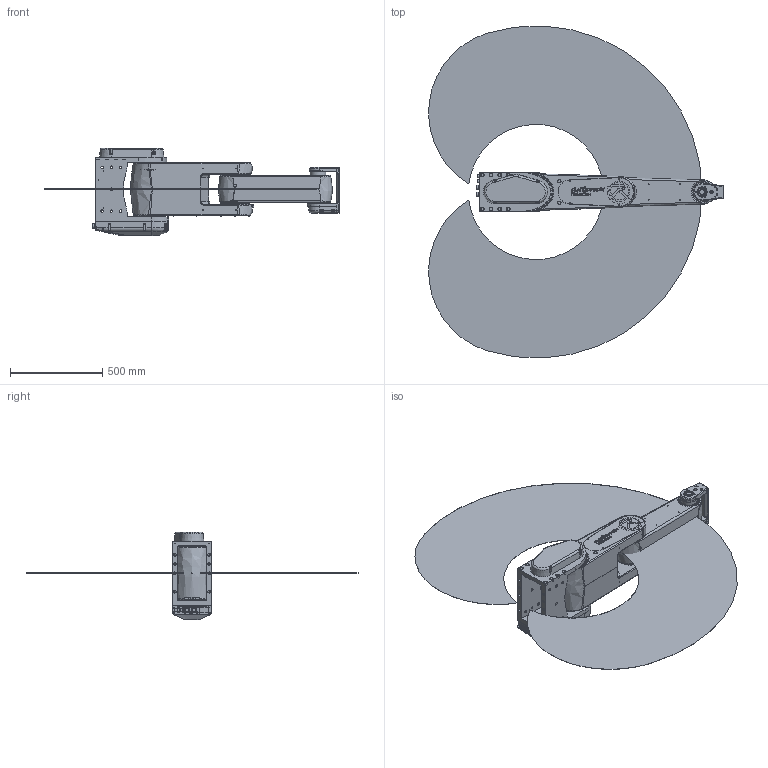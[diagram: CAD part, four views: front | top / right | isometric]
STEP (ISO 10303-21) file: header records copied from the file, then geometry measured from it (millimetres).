
FILE_DESCRIPTION(/* description */ ('Norm.iam Teamplte'),/* implementation_level */ '2;1');
FILE_NAME(/* name */ '3D-model_AT_00017.stp',/* time_stamp */ '2023-03-24T13:57:44+01:00',/* author */ ('guillaume.haas'),/* organization */ (''),/* preprocessor_version */ 'ST-DEVELOPER v16.5',/* originating_system */ 'Autodesk Inventor 2017',/* authorisation */ '');
FILE_SCHEMA (('AUTOMOTIVE_DESIGN { 1 0 10303 214 3 1 1 }'));
Products named in the file (6): AT_00017_DUMMY articc3-1015-15kg; MT_WST00107940 Dummy Grundgestell; MT_WST00107947 Dummy Schwinge; MT_WST00107948 Dummy Arm; MT_WST00107949 Dummy Hand; MT_WST00113282 Arbeitsbereich
Assembly tree (5 placements, depth 2):
  AT_00017_DUMMY articc3-1015-15kg
    MT_WST00107940 Dummy Grundgestell
    MT_WST00107947 Dummy Schwinge
    MT_WST00107948 Dummy Arm
    MT_WST00107949 Dummy Hand
    MT_WST00113282 Arbeitsbereich
Bounding box: 1596.16 x 1798.35 x 474 mm (x, y, z)
Volume: 54075559.2 mm3; surface area: 5443305.4 mm2
Topology: 5 solids, 6 shells, 1739 faces, 4073 edges, 2591 vertices
Faces by surface type: plane 746, cylinder 534, bspline 200, torus 172, cone 78, sphere 9
Full cylindrical faces by diameter (mm): 3.242 x6, 4 x3, 4.917 x24, 5.5 x12, 6.647 x6, 7 x22, 7.6 x24, 7.8 x1, 8 x1, 8.376 x1, 8.5 x26, 9.5 x1, 10 x30, 11 x12, 12 x4, 13 x8, 13.5 x2, 13.835 x16, 14 x2, 15 x12, 17 x2, 17.2 x1, 18 x9, 18.237 x2, 20 x12, 23 x2, 27 x2, 28.6 x2, 36 x1, 59 x1
Entity records: 58131 total; most frequent: CARTESIAN_POINT 18747, DIRECTION 7948, ORIENTED_EDGE 6950, EDGE_CURVE 3475, AXIS2_PLACEMENT_3D 3237, EDGE_LOOP 2486, VERTEX_POINT 2443, FACE_OUTER_BOUND 1739
